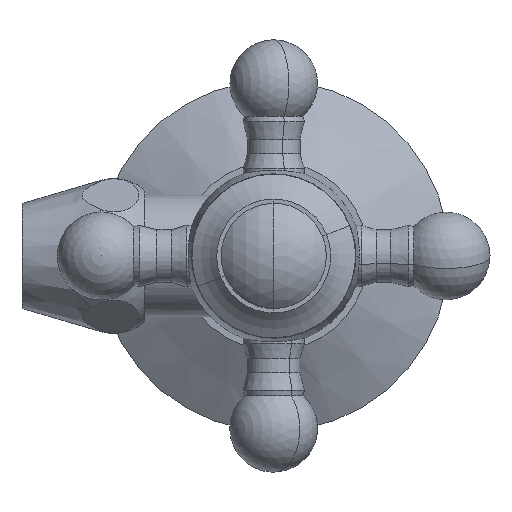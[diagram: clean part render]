
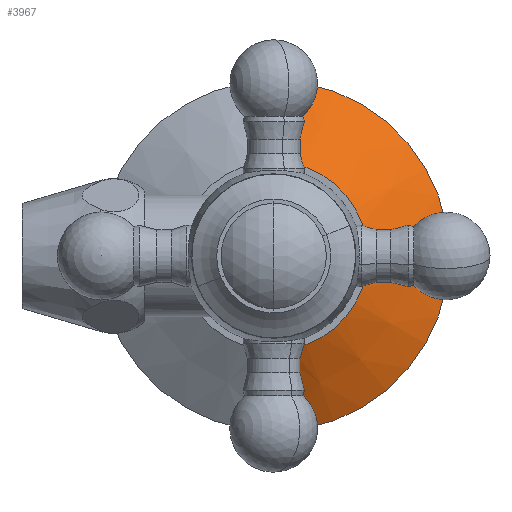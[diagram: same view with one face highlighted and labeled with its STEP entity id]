
A CAD part, left-side view. The second image highlights one B-rep face of the part: STEP entity #3967.
In plain terms, the highlighted conical face has half-angle 60 degrees and reference radius 30 mm.
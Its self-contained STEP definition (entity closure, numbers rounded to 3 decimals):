
#284 = DIRECTION ( 'NONE',  ( 0., -1., 0. ) ) ;
#386 = ORIENTED_EDGE ( 'NONE', *, *, #3652, .T. ) ;
#451 = CONICAL_SURFACE ( 'NONE', #5141, 30., 1.047 ) ;
#829 = VERTEX_POINT ( 'NONE', #3020 ) ;
#1132 = CARTESIAN_POINT ( 'NONE',  ( -16.144, 0., 0. ) ) ;
#1340 = DIRECTION ( 'NONE',  ( 1., 0., 0. ) ) ;
#1376 = CARTESIAN_POINT ( 'NONE',  ( 0., 0., 0. ) ) ;
#1614 = DIRECTION ( 'NONE',  ( 0.866, -0.5, 0. ) ) ;
#1615 = EDGE_LOOP ( 'NONE', ( #3942, #386, #3907, #1667 ) ) ;
#1618 = VERTEX_POINT ( 'NONE', #2150 ) ;
#1667 = ORIENTED_EDGE ( 'NONE', *, *, #3058, .F. ) ;
#2001 = LINE ( 'NONE', #3714, #3725 ) ;
#2150 = CARTESIAN_POINT ( 'NONE',  ( 16.144, 0., 0. ) ) ;
#2289 = VERTEX_POINT ( 'NONE', #4073 ) ;
#2381 = CARTESIAN_POINT ( 'NONE',  ( 0., -8., 0. ) ) ;
#2553 = CARTESIAN_POINT ( 'NONE',  ( 30., -8., 0. ) ) ;
#2801 = VECTOR ( 'NONE', #1614, 1000. ) ;
#3020 = CARTESIAN_POINT ( 'NONE',  ( -30., -8., 0. ) ) ;
#3058 = EDGE_CURVE ( 'NONE', #829, #2289, #3822, .T. ) ;
#3103 = AXIS2_PLACEMENT_3D ( 'NONE', #2381, #4991, #4459 ) ;
#3119 = DIRECTION ( 'NONE',  ( 0., -1., 0. ) ) ;
#3652 = EDGE_CURVE ( 'NONE', #5521, #1618, #4694, .T. ) ;
#3669 = FACE_OUTER_BOUND ( 'NONE', #1615, .T. ) ;
#3714 = CARTESIAN_POINT ( 'NONE',  ( -30., -8., 0. ) ) ;
#3725 = VECTOR ( 'NONE', #4566, 1000. ) ;
#3774 = LINE ( 'NONE', #2553, #2801 ) ;
#3822 = CIRCLE ( 'NONE', #3103, 30. ) ;
#3907 = ORIENTED_EDGE ( 'NONE', *, *, #4168, .T. ) ;
#3942 = ORIENTED_EDGE ( 'NONE', *, *, #4434, .F. ) ;
#3967 = ADVANCED_FACE ( 'NONE', ( #3669 ), #451, .T. ) ;
#4073 = CARTESIAN_POINT ( 'NONE',  ( 30., -8., 0. ) ) ;
#4168 = EDGE_CURVE ( 'NONE', #1618, #2289, #3774, .T. ) ;
#4434 = EDGE_CURVE ( 'NONE', #5521, #829, #2001, .T. ) ;
#4459 = DIRECTION ( 'NONE',  ( 1., 0., 0. ) ) ;
#4515 = DIRECTION ( 'NONE',  ( 1., 0., 0. ) ) ;
#4566 = DIRECTION ( 'NONE',  ( -0.866, -0.5, 0. ) ) ;
#4694 = CIRCLE ( 'NONE', #5406, 16.144 ) ;
#4991 = DIRECTION ( 'NONE',  ( 0., -1., 0. ) ) ;
#5141 = AXIS2_PLACEMENT_3D ( 'NONE', #5335, #284, #4515 ) ;
#5335 = CARTESIAN_POINT ( 'NONE',  ( 0., -8., 0. ) ) ;
#5406 = AXIS2_PLACEMENT_3D ( 'NONE', #1376, #3119, #1340 ) ;
#5521 = VERTEX_POINT ( 'NONE', #1132 ) ;
